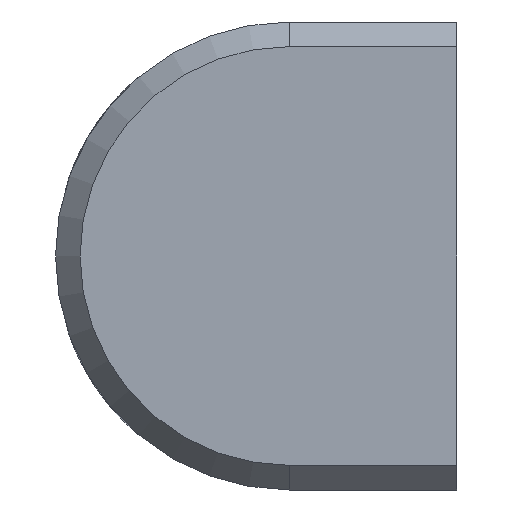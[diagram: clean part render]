
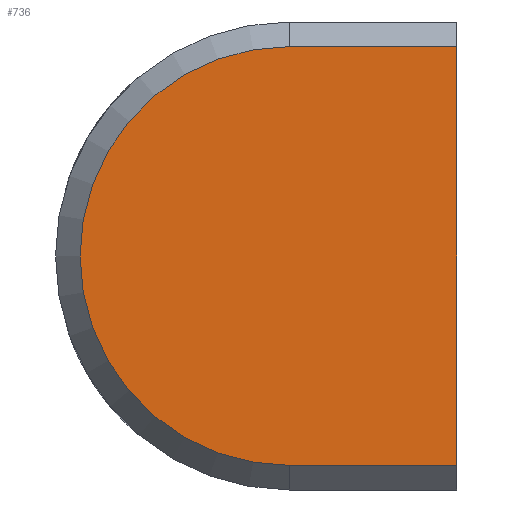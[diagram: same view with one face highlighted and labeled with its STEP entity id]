
A CAD part, left-side view. The second image highlights one B-rep face of the part: STEP entity #736.
In plain terms, the highlighted planar face has unit normal (-1, 0, 0).
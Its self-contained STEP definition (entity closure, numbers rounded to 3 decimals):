
#36=PLANE('',#797);
#72=CIRCLE('',#795,25.575);
#118=FACE_OUTER_BOUND('',#172,.T.);
#172=EDGE_LOOP('',(#661,#662,#663,#664));
#256=LINE('',#2986,#322);
#259=LINE('',#2994,#325);
#260=LINE('',#2996,#326);
#322=VECTOR('',#944,10.);
#325=VECTOR('',#953,10.);
#326=VECTOR('',#956,10.);
#384=VERTEX_POINT('',#2982);
#385=VERTEX_POINT('',#2984);
#386=VERTEX_POINT('',#2988);
#387=VERTEX_POINT('',#2992);
#480=EDGE_CURVE('',#385,#384,#256,.T.);
#482=EDGE_CURVE('',#386,#385,#72,.T.);
#484=EDGE_CURVE('',#387,#386,#259,.T.);
#485=EDGE_CURVE('',#387,#384,#260,.T.);
#661=ORIENTED_EDGE('',*,*,#480,.F.);
#662=ORIENTED_EDGE('',*,*,#482,.F.);
#663=ORIENTED_EDGE('',*,*,#484,.F.);
#664=ORIENTED_EDGE('',*,*,#485,.T.);
#736=ADVANCED_FACE('',(#118),#36,.F.);
#795=AXIS2_PLACEMENT_3D('',#2990,#948,#949);
#797=AXIS2_PLACEMENT_3D('',#2995,#954,#955);
#944=DIRECTION('',(0.,-1.,0.));
#948=DIRECTION('center_axis',(1.,0.,0.));
#949=DIRECTION('ref_axis',(0.,0.,-1.));
#953=DIRECTION('',(0.,1.,0.));
#954=DIRECTION('center_axis',(1.,0.,0.));
#955=DIRECTION('ref_axis',(0.,1.,0.));
#956=DIRECTION('',(0.,0.,1.));
#2982=CARTESIAN_POINT('',(108.385,228.25,-43.907));
#2984=CARTESIAN_POINT('',(108.385,248.649,-43.907));
#2986=CARTESIAN_POINT('',(108.385,240.493,-43.907));
#2988=CARTESIAN_POINT('',(108.385,248.649,-95.057));
#2990=CARTESIAN_POINT('Origin',(108.385,248.649,-69.482));
#2992=CARTESIAN_POINT('',(108.385,228.25,-95.057));
#2994=CARTESIAN_POINT('',(108.385,250.693,-95.057));
#2995=CARTESIAN_POINT('Origin',(108.385,252.737,-69.482));
#2996=CARTESIAN_POINT('',(108.385,228.25,-19.05));
